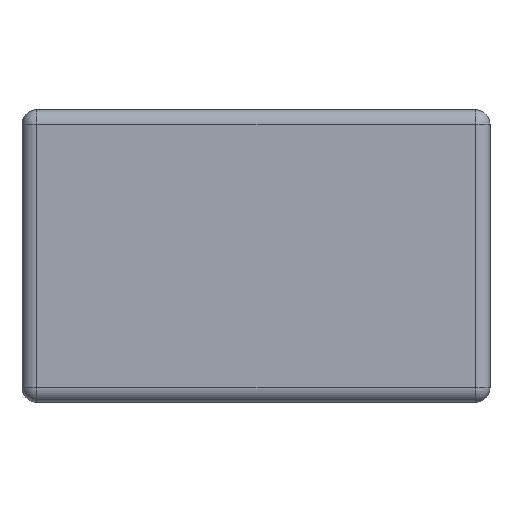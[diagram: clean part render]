
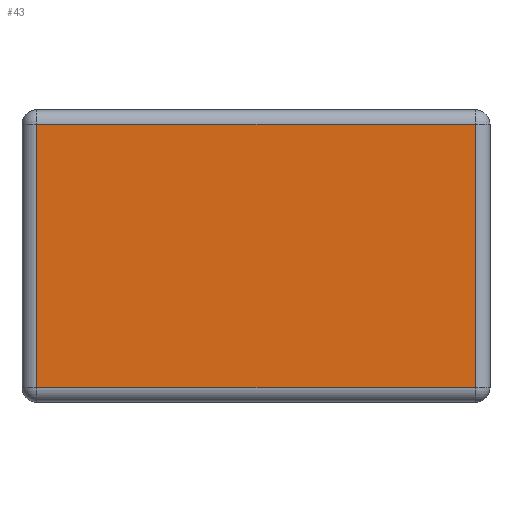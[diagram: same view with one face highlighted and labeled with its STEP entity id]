
A CAD part, left-side view. The second image highlights one B-rep face of the part: STEP entity #43.
In plain terms, the highlighted planar face has unit normal (-1, 0, 0).
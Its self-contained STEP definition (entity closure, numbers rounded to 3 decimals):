
#43 = ADVANCED_FACE('',(#44),#78,.F.);
#44 = FACE_BOUND('',#45,.T.);
#45 = EDGE_LOOP('',(#46,#56,#64,#72));
#46 = ORIENTED_EDGE('',*,*,#47,.T.);
#47 = EDGE_CURVE('',#48,#50,#52,.T.);
#48 = VERTEX_POINT('',#49);
#49 = CARTESIAN_POINT('',(-1.,0.95,0.75));
#50 = VERTEX_POINT('',#51);
#51 = CARTESIAN_POINT('',(-1.,0.95,-0.75));
#52 = LINE('',#53,#54);
#53 = CARTESIAN_POINT('',(-1.,0.95,-0.8));
#54 = VECTOR('',#55,1.);
#55 = DIRECTION('',(0.,-0.,-1.));
#56 = ORIENTED_EDGE('',*,*,#57,.T.);
#57 = EDGE_CURVE('',#50,#58,#60,.T.);
#58 = VERTEX_POINT('',#59);
#59 = CARTESIAN_POINT('',(-1.,0.05,-0.75));
#60 = LINE('',#61,#62);
#61 = CARTESIAN_POINT('',(-1.,1.,-0.75));
#62 = VECTOR('',#63,1.);
#63 = DIRECTION('',(0.,-1.,0.));
#64 = ORIENTED_EDGE('',*,*,#65,.T.);
#65 = EDGE_CURVE('',#58,#66,#68,.T.);
#66 = VERTEX_POINT('',#67);
#67 = CARTESIAN_POINT('',(-1.,0.05,0.75));
#68 = LINE('',#69,#70);
#69 = CARTESIAN_POINT('',(-1.,0.05,-0.8));
#70 = VECTOR('',#71,1.);
#71 = DIRECTION('',(0.,-0.,1.));
#72 = ORIENTED_EDGE('',*,*,#73,.T.);
#73 = EDGE_CURVE('',#66,#48,#74,.T.);
#74 = LINE('',#75,#76);
#75 = CARTESIAN_POINT('',(-1.,1.,0.75));
#76 = VECTOR('',#77,1.);
#77 = DIRECTION('',(-0.,1.,-0.));
#78 = PLANE('',#79);
#79 = AXIS2_PLACEMENT_3D('',#80,#81,#82);
#80 = CARTESIAN_POINT('',(-1.,1.,-0.8));
#81 = DIRECTION('',(1.,0.,0.));
#82 = DIRECTION('',(0.,0.,-1.));
